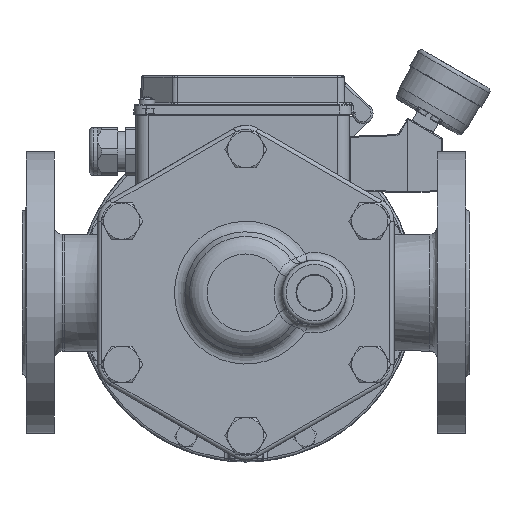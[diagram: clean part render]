
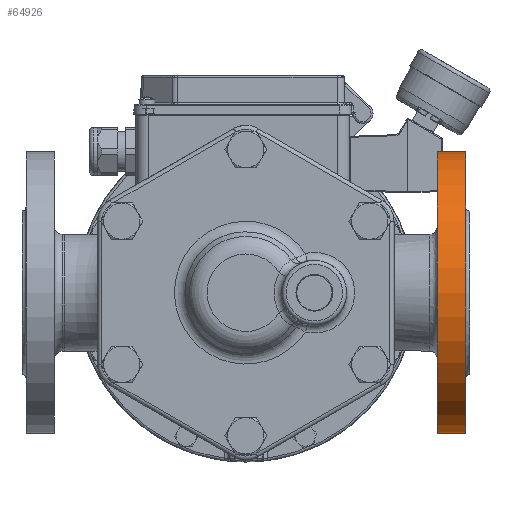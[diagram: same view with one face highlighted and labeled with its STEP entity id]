
A CAD part, front view. The second image highlights one B-rep face of the part: STEP entity #64926.
In plain terms, the highlighted cylindrical face has radius 70 mm (diameter 140 mm), a full revolution.
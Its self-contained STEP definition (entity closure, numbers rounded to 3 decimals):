
#2103=CIRCLE('',#69297,70.);
#2104=CIRCLE('',#69298,70.);
#2105=CIRCLE('',#69299,70.);
#2106=CIRCLE('',#69300,70.);
#4858=CYLINDRICAL_SURFACE('',#69296,70.);
#8951=FACE_OUTER_BOUND('',#12997,.T.);
#12997=EDGE_LOOP('',(#46537,#46538,#46539,#46540,#46541,#46542));
#17392=LINE('',#107446,#21546);
#21546=VECTOR('',#78177,70.);
#27797=VERTEX_POINT('',#107442);
#27798=VERTEX_POINT('',#107443);
#27799=VERTEX_POINT('',#107445);
#27800=VERTEX_POINT('',#107447);
#34748=EDGE_CURVE('',#27797,#27798,#2103,.T.);
#34749=EDGE_CURVE('',#27798,#27799,#17392,.T.);
#34750=EDGE_CURVE('',#27799,#27800,#2104,.T.);
#34751=EDGE_CURVE('',#27800,#27799,#2105,.T.);
#34752=EDGE_CURVE('',#27798,#27797,#2106,.T.);
#46537=ORIENTED_EDGE('',*,*,#34748,.T.);
#46538=ORIENTED_EDGE('',*,*,#34749,.T.);
#46539=ORIENTED_EDGE('',*,*,#34750,.T.);
#46540=ORIENTED_EDGE('',*,*,#34751,.T.);
#46541=ORIENTED_EDGE('',*,*,#34749,.F.);
#46542=ORIENTED_EDGE('',*,*,#34752,.T.);
#64926=ADVANCED_FACE('',(#8951),#4858,.T.);
#69296=AXIS2_PLACEMENT_3D('',#107441,#78173,#78174);
#69297=AXIS2_PLACEMENT_3D('',#107444,#78175,#78176);
#69298=AXIS2_PLACEMENT_3D('',#107448,#78178,#78179);
#69299=AXIS2_PLACEMENT_3D('',#107449,#78180,#78181);
#69300=AXIS2_PLACEMENT_3D('',#107450,#78182,#78183);
#78173=DIRECTION('center_axis',(1.,0.,0.));
#78174=DIRECTION('ref_axis',(0.,1.,0.));
#78175=DIRECTION('center_axis',(-1.,0.,0.));
#78176=DIRECTION('ref_axis',(0.,1.,0.));
#78177=DIRECTION('',(-1.,0.,0.));
#78178=DIRECTION('center_axis',(1.,0.,0.));
#78179=DIRECTION('ref_axis',(0.,0.,-1.));
#78180=DIRECTION('center_axis',(1.,0.,0.));
#78181=DIRECTION('ref_axis',(0.,0.,-1.));
#78182=DIRECTION('center_axis',(-1.,0.,0.));
#78183=DIRECTION('ref_axis',(0.,1.,0.));
#107441=CARTESIAN_POINT('Origin',(114.338,27.006,0.));
#107442=CARTESIAN_POINT('',(120.338,27.006,-70.));
#107443=CARTESIAN_POINT('',(120.338,-42.994,0.));
#107444=CARTESIAN_POINT('Origin',(120.338,27.006,0.));
#107445=CARTESIAN_POINT('',(106.338,-42.994,0.));
#107446=CARTESIAN_POINT('',(114.338,-42.994,0.));
#107447=CARTESIAN_POINT('',(106.338,97.006,0.));
#107448=CARTESIAN_POINT('Origin',(106.338,27.006,0.));
#107449=CARTESIAN_POINT('Origin',(106.338,27.006,0.));
#107450=CARTESIAN_POINT('Origin',(120.338,27.006,0.));
